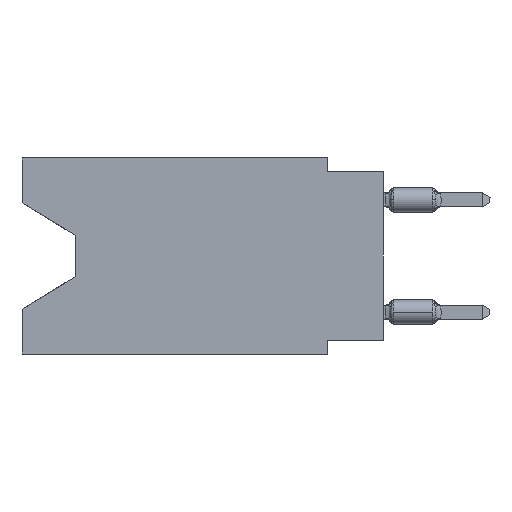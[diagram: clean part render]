
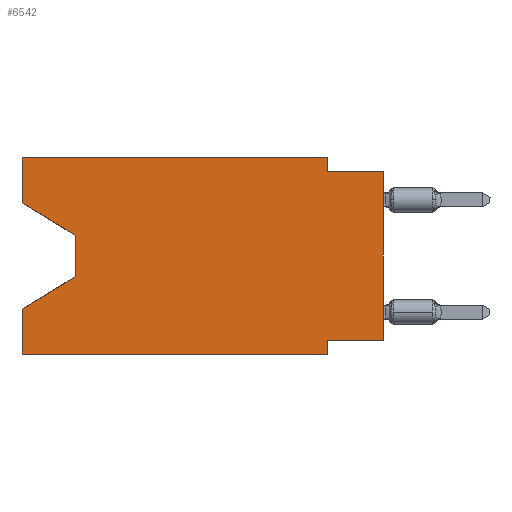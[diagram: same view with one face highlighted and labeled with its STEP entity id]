
A CAD part, left-side view. The second image highlights one B-rep face of the part: STEP entity #6542.
In plain terms, the highlighted planar face has unit normal (-1, 0, 0).
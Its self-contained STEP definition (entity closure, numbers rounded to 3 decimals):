
#328 = LINE ( 'NONE', #27755, #4609 ) ;
#1077 = EDGE_CURVE ( 'NONE', #34100, #21830, #30085, .T. ) ;
#1092 = VERTEX_POINT ( 'NONE', #37067 ) ;
#1259 = CARTESIAN_POINT ( 'NONE',  ( 0., 16.383, -6.852 ) ) ;
#1738 = CARTESIAN_POINT ( 'NONE',  ( 0., 13.97, -5.385 ) ) ;
#2111 = AXIS2_PLACEMENT_3D ( 'NONE', #35625, #18165, #45415 ) ;
#2243 = VERTEX_POINT ( 'NONE', #26837 ) ;
#2802 = VECTOR ( 'NONE', #8278, 1000. ) ;
#2960 = ORIENTED_EDGE ( 'NONE', *, *, #14113, .F. ) ;
#3075 = VERTEX_POINT ( 'NONE', #12317 ) ;
#3390 = ORIENTED_EDGE ( 'NONE', *, *, #5091, .T. ) ;
#4609 = VECTOR ( 'NONE', #31260, 1000. ) ;
#4692 = CARTESIAN_POINT ( 'NONE',  ( 0., 0., 0. ) ) ;
#4988 = VECTOR ( 'NONE', #45988, 1000. ) ;
#5091 = EDGE_CURVE ( 'NONE', #36178, #29642, #32948, .T. ) ;
#6542 = ADVANCED_FACE ( 'NONE', ( #6557 ), #14456, .F. ) ;
#6557 = FACE_OUTER_BOUND ( 'NONE', #41636, .T. ) ;
#6604 = VECTOR ( 'NONE', #41642, 1000. ) ;
#6610 = LINE ( 'NONE', #27994, #7563 ) ;
#7563 = VECTOR ( 'NONE', #17531, 1000. ) ;
#7830 = ORIENTED_EDGE ( 'NONE', *, *, #29305, .T. ) ;
#7912 = ORIENTED_EDGE ( 'NONE', *, *, #1077, .F. ) ;
#8278 = DIRECTION ( 'NONE',  ( 0., 0., 1. ) ) ;
#8846 = LINE ( 'NONE', #36542, #35743 ) ;
#11759 = DIRECTION ( 'NONE',  ( 0., 0., -1. ) ) ;
#11982 = LINE ( 'NONE', #32939, #2802 ) ;
#12317 = CARTESIAN_POINT ( 'NONE',  ( 0., 2.54, -8.255 ) ) ;
#14113 = EDGE_CURVE ( 'NONE', #37520, #3075, #32240, .T. ) ;
#14262 = VECTOR ( 'NONE', #32654, 1000. ) ;
#14456 = PLANE ( 'NONE',  #2111 ) ;
#14484 = CARTESIAN_POINT ( 'NONE',  ( 0., 16.383, -8.89 ) ) ;
#15610 = DIRECTION ( 'NONE',  ( 0., 0., 1. ) ) ;
#15893 = VERTEX_POINT ( 'NONE', #32655 ) ;
#15918 = VERTEX_POINT ( 'NONE', #1259 ) ;
#17531 = DIRECTION ( 'NONE',  ( 0., 0.855, -0.519 ) ) ;
#17564 = ORIENTED_EDGE ( 'NONE', *, *, #21687, .F. ) ;
#18165 = DIRECTION ( 'NONE',  ( 1., 0., 0. ) ) ;
#18230 = EDGE_CURVE ( 'NONE', #3075, #29642, #8846, .T. ) ;
#21203 = EDGE_CURVE ( 'NONE', #2243, #34914, #28360, .T. ) ;
#21555 = CARTESIAN_POINT ( 'NONE',  ( 0., 16.383, -8.89 ) ) ;
#21687 = EDGE_CURVE ( 'NONE', #1092, #34100, #43417, .T. ) ;
#21700 = EDGE_CURVE ( 'NONE', #2243, #15893, #11982, .T. ) ;
#21830 = VERTEX_POINT ( 'NONE', #44785 ) ;
#22460 = CARTESIAN_POINT ( 'NONE',  ( 0., 2.54, 0. ) ) ;
#22833 = ORIENTED_EDGE ( 'NONE', *, *, #30173, .F. ) ;
#24768 = LINE ( 'NONE', #35234, #29166 ) ;
#25264 = DIRECTION ( 'NONE',  ( 0., -1., 0. ) ) ;
#25328 = CARTESIAN_POINT ( 'NONE',  ( 0., 0., -8.255 ) ) ;
#26237 = VECTOR ( 'NONE', #44286, 1000. ) ;
#26822 = ORIENTED_EDGE ( 'NONE', *, *, #21203, .T. ) ;
#26837 = CARTESIAN_POINT ( 'NONE',  ( 0., 16.383, -2.038 ) ) ;
#27755 = CARTESIAN_POINT ( 'NONE',  ( 0., 16.383, 0. ) ) ;
#27994 = CARTESIAN_POINT ( 'NONE',  ( 0., 13.97, -5.385 ) ) ;
#28360 = LINE ( 'NONE', #39065, #6604 ) ;
#29166 = VECTOR ( 'NONE', #38951, 1000. ) ;
#29235 = EDGE_CURVE ( 'NONE', #32777, #15918, #6610, .T. ) ;
#29255 = EDGE_CURVE ( 'NONE', #36178, #15918, #328, .T. ) ;
#29305 = EDGE_CURVE ( 'NONE', #34914, #32777, #29379, .T. ) ;
#29379 = LINE ( 'NONE', #43589, #14262 ) ;
#29427 = VECTOR ( 'NONE', #25264, 1000. ) ;
#29642 = VERTEX_POINT ( 'NONE', #38636 ) ;
#30085 = LINE ( 'NONE', #41019, #26237 ) ;
#30101 = ORIENTED_EDGE ( 'NONE', *, *, #43134, .T. ) ;
#30164 = ORIENTED_EDGE ( 'NONE', *, *, #29255, .F. ) ;
#30173 = EDGE_CURVE ( 'NONE', #15893, #1092, #24768, .T. ) ;
#30257 = LINE ( 'NONE', #4692, #36326 ) ;
#31260 = DIRECTION ( 'NONE',  ( 0., 0., 1. ) ) ;
#32038 = CARTESIAN_POINT ( 'NONE',  ( 0., 2.54, -0.635 ) ) ;
#32240 = LINE ( 'NONE', #38978, #4988 ) ;
#32654 = DIRECTION ( 'NONE',  ( 0., 0., -1. ) ) ;
#32655 = CARTESIAN_POINT ( 'NONE',  ( 0., 16.383, 0. ) ) ;
#32777 = VERTEX_POINT ( 'NONE', #1738 ) ;
#32939 = CARTESIAN_POINT ( 'NONE',  ( 0., 16.383, 0. ) ) ;
#32948 = LINE ( 'NONE', #21555, #29427 ) ;
#34100 = VERTEX_POINT ( 'NONE', #32038 ) ;
#34914 = VERTEX_POINT ( 'NONE', #39536 ) ;
#35234 = CARTESIAN_POINT ( 'NONE',  ( 0., 16.383, 0. ) ) ;
#35625 = CARTESIAN_POINT ( 'NONE',  ( 0., 16.383, 0. ) ) ;
#35743 = VECTOR ( 'NONE', #37209, 1000. ) ;
#36178 = VERTEX_POINT ( 'NONE', #14484 ) ;
#36326 = VECTOR ( 'NONE', #15610, 1000. ) ;
#36542 = CARTESIAN_POINT ( 'NONE',  ( 0., 2.54, -8.89 ) ) ;
#37067 = CARTESIAN_POINT ( 'NONE',  ( 0., 2.54, 0. ) ) ;
#37209 = DIRECTION ( 'NONE',  ( 0., 0., -1. ) ) ;
#37373 = ORIENTED_EDGE ( 'NONE', *, *, #18230, .F. ) ;
#37492 = VECTOR ( 'NONE', #11759, 1000. ) ;
#37520 = VERTEX_POINT ( 'NONE', #25328 ) ;
#38636 = CARTESIAN_POINT ( 'NONE',  ( 0., 2.54, -8.89 ) ) ;
#38951 = DIRECTION ( 'NONE',  ( 0., -1., 0. ) ) ;
#38978 = CARTESIAN_POINT ( 'NONE',  ( 0., 0., -8.255 ) ) ;
#39065 = CARTESIAN_POINT ( 'NONE',  ( 0., 16.383, -2.038 ) ) ;
#39536 = CARTESIAN_POINT ( 'NONE',  ( 0., 13.97, -3.505 ) ) ;
#41019 = CARTESIAN_POINT ( 'NONE',  ( 0., 0., -0.635 ) ) ;
#41636 = EDGE_LOOP ( 'NONE', ( #26822, #7830, #42471, #30164, #3390, #37373, #2960, #30101, #7912, #17564, #22833, #42355 ) ) ;
#41642 = DIRECTION ( 'NONE',  ( 0., -0.855, -0.519 ) ) ;
#42355 = ORIENTED_EDGE ( 'NONE', *, *, #21700, .F. ) ;
#42471 = ORIENTED_EDGE ( 'NONE', *, *, #29235, .T. ) ;
#43134 = EDGE_CURVE ( 'NONE', #37520, #21830, #30257, .T. ) ;
#43417 = LINE ( 'NONE', #22460, #37492 ) ;
#43589 = CARTESIAN_POINT ( 'NONE',  ( 0., 13.97, -3.505 ) ) ;
#44286 = DIRECTION ( 'NONE',  ( 0., -1., 0. ) ) ;
#44785 = CARTESIAN_POINT ( 'NONE',  ( 0., 0., -0.635 ) ) ;
#45415 = DIRECTION ( 'NONE',  ( 0., 0., -1. ) ) ;
#45988 = DIRECTION ( 'NONE',  ( 0., 1., 0. ) ) ;
